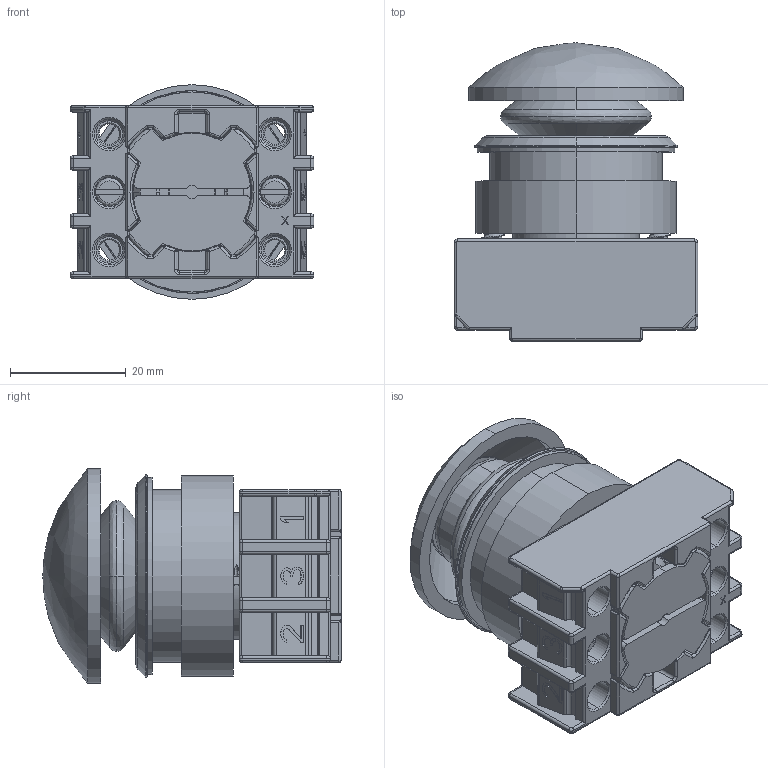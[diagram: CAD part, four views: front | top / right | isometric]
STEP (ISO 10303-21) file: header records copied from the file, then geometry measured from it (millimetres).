
FILE_DESCRIPTION (( 'STEP AP203' ), '1' );
FILE_NAME ('EDP40.VGB.step', '2020-12-14T22:17:52', ( '' ), ( '' ), 'SwSTEP 2.0', 'SolidWorks 2019', '' );
FILE_SCHEMA (( 'CONFIG_CONTROL_DESIGN' ));
Length unit declared in the file: millimetre
Products named in the file (1): EDP40.VGB
Bounding box: 42 x 51.45 x 37 mm (x, y, z)
Volume: 32755.4 mm3; surface area: 23608.7 mm2
Topology: 5 solids, 8 shells, 1490 faces, 3958 edges, 2457 vertices
Faces by surface type: plane 538, cylinder 503, bspline 275, cone 151, torus 23
Entity records: 64165 total; most frequent: CARTESIAN_POINT 29477, ORIENTED_EDGE 7836, DIRECTION 6595, EDGE_CURVE 3918, VERTEX_POINT 2457, AXIS2_PLACEMENT_3D 2330, LINE 1935, VECTOR 1935
